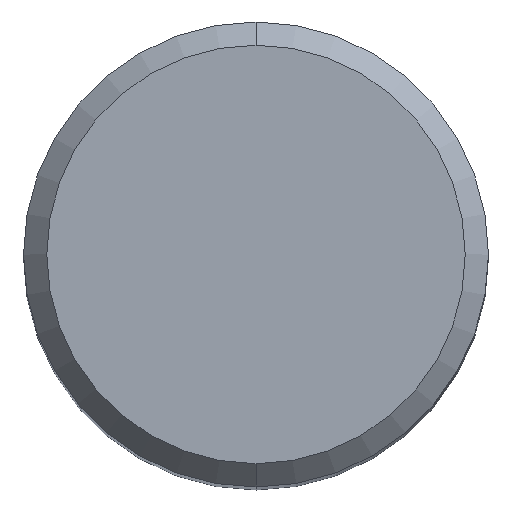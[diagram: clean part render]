
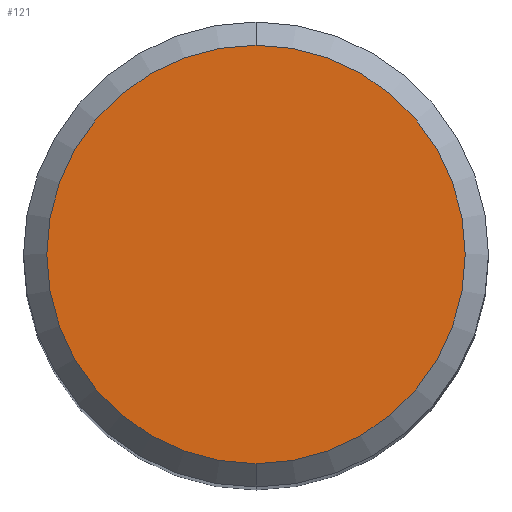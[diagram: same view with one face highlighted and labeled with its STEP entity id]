
A CAD part, top view. The second image highlights one B-rep face of the part: STEP entity #121.
In plain terms, the highlighted planar face has unit normal (0, 0, 1).
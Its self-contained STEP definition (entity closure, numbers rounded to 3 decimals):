
#121=ADVANCED_FACE('',(#276),#277,.T.);
#149=VERTEX_POINT('',#309);
#151=EDGE_CURVE('',#155,#149,#311,.T.);
#155=VERTEX_POINT('',#315);
#175=EDGE_CURVE('',#149,#155,#338,.T.);
#276=FACE_OUTER_BOUND('',#440,.T.);
#277=PLANE('',#441);
#309=CARTESIAN_POINT('',(0.,-4.5,0.));
#311=CIRCLE('',#483,4.5);
#315=CARTESIAN_POINT('',(0.0,4.5,0.));
#338=CIRCLE('',#518,4.5);
#440=EDGE_LOOP('',(#645,#646));
#441=AXIS2_PLACEMENT_3D('',#647,#648,#649);
#483=AXIS2_PLACEMENT_3D('',#685,#686,#687);
#518=AXIS2_PLACEMENT_3D('',#725,#726,#727);
#645=ORIENTED_EDGE('',*,*,#151,.F.);
#646=ORIENTED_EDGE('',*,*,#175,.F.);
#647=CARTESIAN_POINT('',(0.0,2.25,0.));
#648=DIRECTION('',(-0.0,0.0,1.0));
#649=DIRECTION('',(0.0,-1.0,0.0));
#685=CARTESIAN_POINT('',(0.0,0.0,0.));
#686=DIRECTION('',(0.0,0.0,-1.0));
#687=DIRECTION('',(0.0,1.0,0.0));
#725=CARTESIAN_POINT('',(0.0,0.0,0.));
#726=DIRECTION('',(0.0,0.0,-1.0));
#727=DIRECTION('',(0.0,1.0,0.0));
